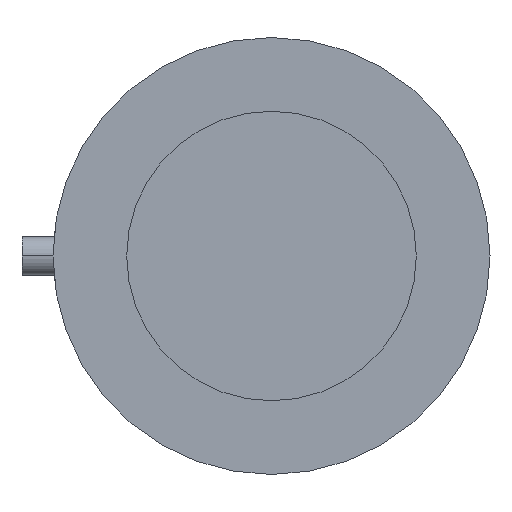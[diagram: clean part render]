
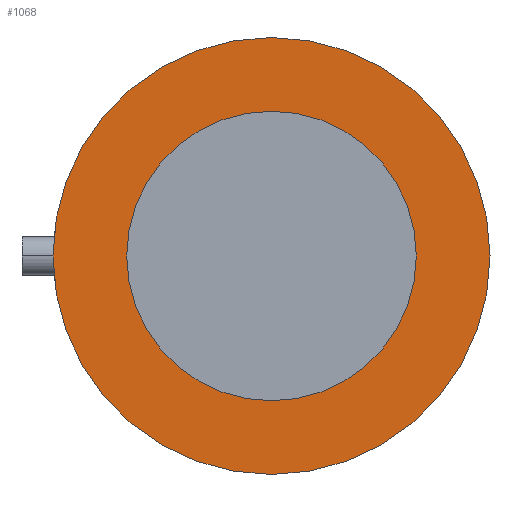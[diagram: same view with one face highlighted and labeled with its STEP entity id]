
A CAD part, front view. The second image highlights one B-rep face of the part: STEP entity #1068.
In plain terms, the highlighted planar face has unit normal (0, -1, 0).
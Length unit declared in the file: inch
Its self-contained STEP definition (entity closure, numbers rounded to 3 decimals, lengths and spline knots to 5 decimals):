
#27 = VERTEX_POINT ( 'NONE', #1130 ) ;
#50 = CIRCLE ( 'NONE', #56, 3.113 ) ;
#52 = VERTEX_POINT ( 'NONE', #379 ) ;
#56 = AXIS2_PLACEMENT_3D ( 'NONE', #1204, #1157, #1145 ) ;
#61 = ORIENTED_EDGE ( 'NONE', *, *, #1430, .F. ) ;
#65 = VERTEX_POINT ( 'NONE', #1665 ) ;
#73 = CARTESIAN_POINT ( 'NONE',  ( 0., -0.4205, 0. ) ) ;
#127 = DIRECTION ( 'NONE',  ( 0., 0., -1. ) ) ;
#128 = VERTEX_POINT ( 'NONE', #1232 ) ;
#131 = DIRECTION ( 'NONE',  ( 0., -1., 0. ) ) ;
#133 = CARTESIAN_POINT ( 'NONE',  ( 0., -0.4205, 0. ) ) ;
#161 = AXIS2_PLACEMENT_3D ( 'NONE', #133, #131, #127 ) ;
#182 = VERTEX_POINT ( 'NONE', #1450 ) ;
#184 = ORIENTED_EDGE ( 'NONE', *, *, #1542, .T. ) ;
#232 = EDGE_LOOP ( 'NONE', ( #61, #512, #366, #1172, #1630, #184, #590, #746 ) ) ;
#292 = CARTESIAN_POINT ( 'NONE',  ( -0.02227, -0.4205, -1.62423 ) ) ;
#308 = DIRECTION ( 'NONE',  ( 0., 0., 1. ) ) ;
#311 = DIRECTION ( 'NONE',  ( 0., 1., 0. ) ) ;
#317 = CARTESIAN_POINT ( 'NONE',  ( 0., -0.4205, 0. ) ) ;
#320 = EDGE_CURVE ( 'NONE', #524, #182, #1552, .T. ) ;
#326 = AXIS2_PLACEMENT_3D ( 'NONE', #449, #446, #440 ) ;
#363 = EDGE_CURVE ( 'NONE', #368, #27, #1087, .T. ) ;
#366 = ORIENTED_EDGE ( 'NONE', *, *, #1655, .T. ) ;
#368 = VERTEX_POINT ( 'NONE', #292 ) ;
#379 = CARTESIAN_POINT ( 'NONE',  ( 0.02227, -0.4205, -0.89672 ) ) ;
#387 = VECTOR ( 'NONE', #766, 39.37008 ) ;
#440 = DIRECTION ( 'NONE',  ( 0., 0., 1. ) ) ;
#445 = EDGE_CURVE ( 'NONE', #1707, #128, #581, .T. ) ;
#446 = DIRECTION ( 'NONE',  ( 0., 1., 0. ) ) ;
#449 = CARTESIAN_POINT ( 'NONE',  ( 0., -0.4205, 0. ) ) ;
#479 = VERTEX_POINT ( 'NONE', #1090 ) ;
#512 = ORIENTED_EDGE ( 'NONE', *, *, #1014, .T. ) ;
#520 = AXIS2_PLACEMENT_3D ( 'NONE', #1755, #838, #1622 ) ;
#524 = VERTEX_POINT ( 'NONE', #1251 ) ;
#555 = EDGE_CURVE ( 'NONE', #182, #524, #50, .T. ) ;
#581 = CIRCLE ( 'NONE', #1006, 1.62438 ) ;
#590 = ORIENTED_EDGE ( 'NONE', *, *, #1582, .T. ) ;
#688 = AXIS2_PLACEMENT_3D ( 'NONE', #1693, #1658, #1657 ) ;
#746 = ORIENTED_EDGE ( 'NONE', *, *, #445, .T. ) ;
#759 = ORIENTED_EDGE ( 'NONE', *, *, #555, .F. ) ;
#762 = EDGE_LOOP ( 'NONE', ( #759, #1243 ) ) ;
#766 = DIRECTION ( 'NONE',  ( 0., 0., -1. ) ) ;
#823 = CIRCLE ( 'NONE', #161, 0.897 ) ;
#838 = DIRECTION ( 'NONE',  ( 0., -1., 0. ) ) ;
#861 = CARTESIAN_POINT ( 'NONE',  ( 0.02227, -0.4205, -3.02504 ) ) ;
#883 = AXIS2_PLACEMENT_3D ( 'NONE', #317, #311, #308 ) ;
#1006 = AXIS2_PLACEMENT_3D ( 'NONE', #1493, #1445, #1477 ) ;
#1014 = EDGE_CURVE ( 'NONE', #52, #65, #1129, .T. ) ;
#1036 = FACE_OUTER_BOUND ( 'NONE', #762, .T. ) ;
#1068 = ADVANCED_FACE ( 'NONE', ( #1725, #1036 ), #1661, .T. ) ;
#1087 = LINE ( 'NONE', #1697, #1431 ) ;
#1090 = CARTESIAN_POINT ( 'NONE',  ( -1.62438, -0.4205, 0. ) ) ;
#1129 = CIRCLE ( 'NONE', #1899, 0.897 ) ;
#1130 = CARTESIAN_POINT ( 'NONE',  ( -0.02227, -0.4205, -0.89672 ) ) ;
#1145 = DIRECTION ( 'NONE',  ( -1., 0., 0. ) ) ;
#1157 = DIRECTION ( 'NONE',  ( 0., 1., 0. ) ) ;
#1172 = ORIENTED_EDGE ( 'NONE', *, *, #1701, .T. ) ;
#1204 = CARTESIAN_POINT ( 'NONE',  ( 0., -0.4205, 0. ) ) ;
#1209 = LINE ( 'NONE', #861, #387 ) ;
#1232 = CARTESIAN_POINT ( 'NONE',  ( 0.02227, -0.4205, -1.62423 ) ) ;
#1243 = ORIENTED_EDGE ( 'NONE', *, *, #320, .F. ) ;
#1251 = CARTESIAN_POINT ( 'NONE',  ( 3.113, -0.4205, 0. ) ) ;
#1274 = CIRCLE ( 'NONE', #520, 0.897 ) ;
#1430 = EDGE_CURVE ( 'NONE', #52, #128, #1209, .T. ) ;
#1431 = VECTOR ( 'NONE', #1734, 39.37008 ) ;
#1445 = DIRECTION ( 'NONE',  ( 0., 1., 0. ) ) ;
#1450 = CARTESIAN_POINT ( 'NONE',  ( -3.113, -0.4205, 0. ) ) ;
#1477 = DIRECTION ( 'NONE',  ( 0., 0., 1. ) ) ;
#1493 = CARTESIAN_POINT ( 'NONE',  ( 0., -0.4205, 0. ) ) ;
#1505 = CARTESIAN_POINT ( 'NONE',  ( 1.62438, -0.4205, 0. ) ) ;
#1542 = EDGE_CURVE ( 'NONE', #368, #479, #1722, .T. ) ;
#1552 = CIRCLE ( 'NONE', #1727, 3.113 ) ;
#1582 = EDGE_CURVE ( 'NONE', #479, #1707, #1647, .T. ) ;
#1622 = DIRECTION ( 'NONE',  ( 0., 0., -1. ) ) ;
#1630 = ORIENTED_EDGE ( 'NONE', *, *, #363, .F. ) ;
#1640 = CARTESIAN_POINT ( 'NONE',  ( -0.897, -0.4205, 0. ) ) ;
#1647 = CIRCLE ( 'NONE', #883, 1.62438 ) ;
#1655 = EDGE_CURVE ( 'NONE', #65, #1850, #823, .T. ) ;
#1657 = DIRECTION ( 'NONE',  ( 1., 0., 0. ) ) ;
#1658 = DIRECTION ( 'NONE',  ( 0., -1., 0. ) ) ;
#1661 = PLANE ( 'NONE',  #688 ) ;
#1665 = CARTESIAN_POINT ( 'NONE',  ( 0.897, -0.4205, 0. ) ) ;
#1693 = CARTESIAN_POINT ( 'NONE',  ( -3.113, -0.4205, 0. ) ) ;
#1697 = CARTESIAN_POINT ( 'NONE',  ( -0.02227, -0.4205, -3.02504 ) ) ;
#1701 = EDGE_CURVE ( 'NONE', #1850, #27, #1274, .T. ) ;
#1707 = VERTEX_POINT ( 'NONE', #1505 ) ;
#1722 = CIRCLE ( 'NONE', #326, 1.62438 ) ;
#1725 = FACE_BOUND ( 'NONE', #232, .T. ) ;
#1727 = AXIS2_PLACEMENT_3D ( 'NONE', #73, #1861, #1888 ) ;
#1734 = DIRECTION ( 'NONE',  ( 0., 0., 1. ) ) ;
#1738 = DIRECTION ( 'NONE',  ( 0., 0., -1. ) ) ;
#1741 = DIRECTION ( 'NONE',  ( 0., -1., 0. ) ) ;
#1745 = CARTESIAN_POINT ( 'NONE',  ( 0., -0.4205, 0. ) ) ;
#1755 = CARTESIAN_POINT ( 'NONE',  ( 0., -0.4205, 0. ) ) ;
#1850 = VERTEX_POINT ( 'NONE', #1640 ) ;
#1861 = DIRECTION ( 'NONE',  ( 0., 1., 0. ) ) ;
#1888 = DIRECTION ( 'NONE',  ( -1., 0., 0. ) ) ;
#1899 = AXIS2_PLACEMENT_3D ( 'NONE', #1745, #1741, #1738 ) ;
